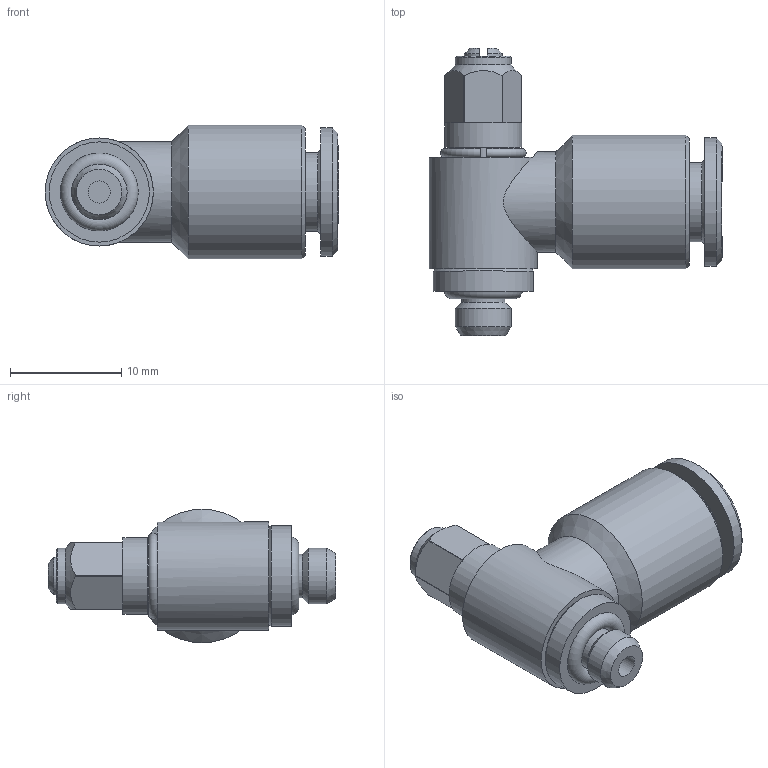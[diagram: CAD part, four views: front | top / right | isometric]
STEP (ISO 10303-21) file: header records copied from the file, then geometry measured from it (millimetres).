
FILE_DESCRIPTION(/* description */ ('STEP AP214'),/* implementation_level */ '2;1');
FILE_NAME(/* name */ '04280C30',/* time_stamp */ '2022-12-07T09:54:55+01:00',/* author */ ('License CC BY-ND 4.0'),/* organization */ ('CADENAS'),/* preprocessor_version */ 'ST-DEVELOPER v18.102',/* originating_system */ 'PARTsolutions',/* authorisation */ ' ');
FILE_SCHEMA (('AUTOMOTIVE_DESIGN {1 0 10303 214 3 1 1}'));
Length unit declared in the file: millimetre
Products named in the file (3): 04280C30; 04280C30_PART2; 04280C30_PART1
Assembly tree (2 placements, depth 2):
  04280C30
    04280C30_PART2
    04280C30_PART1
Bounding box: 26.35 x 25.8 x 12 mm (x, y, z)
Volume: 2397.6 mm3; surface area: 2031.9 mm2
Topology: 2 solids, 4 shells, 182 faces, 438 edges, 289 vertices
Faces by surface type: plane 103, bspline 43, cylinder 21, cone 13, torus 2
Full cylindrical faces by diameter (mm): 2 x1, 3.4 x1, 3.9 x2, 4 x1, 5 x2, 6.15 x1, 6.3 x1, 6.9 x1, 7.1 x1, 9 x2, 9.7 x1, 11.5 x1, 12 x1
Entity records: 8743 total; most frequent: CARTESIAN_POINT 3628, ORIENTED_EDGE 796, DIRECTION 644, EDGE_CURVE 398, VERTEX_POINT 278, EDGE_LOOP 236, FACE_BOUND 236, LINE 232
